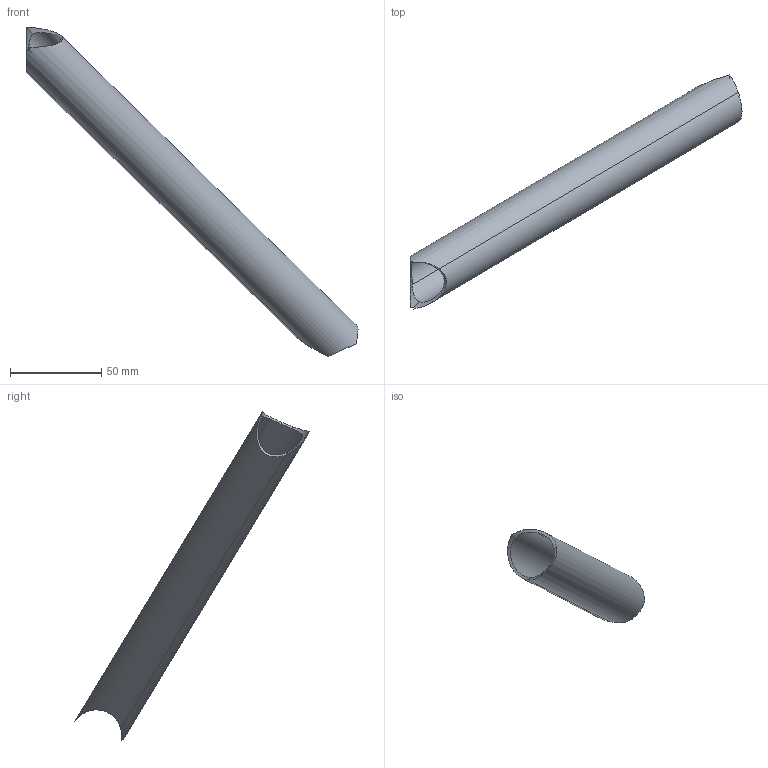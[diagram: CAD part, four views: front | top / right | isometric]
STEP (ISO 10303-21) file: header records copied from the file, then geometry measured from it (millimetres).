
FILE_DESCRIPTION(('CATIA V5 STEP Exchange'),'2;1');
FILE_NAME('73.stp','2023-02-21T16:02:07+00:00',('none'),('none'),'CATIA Version 5 Release 19 SP 2 (IN-10)','CATIA V5 STEP AP203','none');
FILE_SCHEMA(('CONFIG_CONTROL_DESIGN'));
Length unit declared in the file: millimetre
Products named in the file (1): Shape_601
Bounding box: 182.18 x 128.72 x 180.83 mm (x, y, z)
Volume: 30380.8 mm3; surface area: 40994.5 mm2
Topology: 1 solids, 1 shells, 14 faces, 43 edges, 29 vertices
Faces by surface type: cylinder 14
Entity records: 762 total; most frequent: CARTESIAN_POINT 396, ORIENTED_EDGE 86, EDGE_CURVE 43, DIRECTION 37, B_SPLINE_CURVE_WITH_KNOTS 34, VERTEX_POINT 29, AXIS2_PLACEMENT_3D 15, ADVANCED_FACE 14
